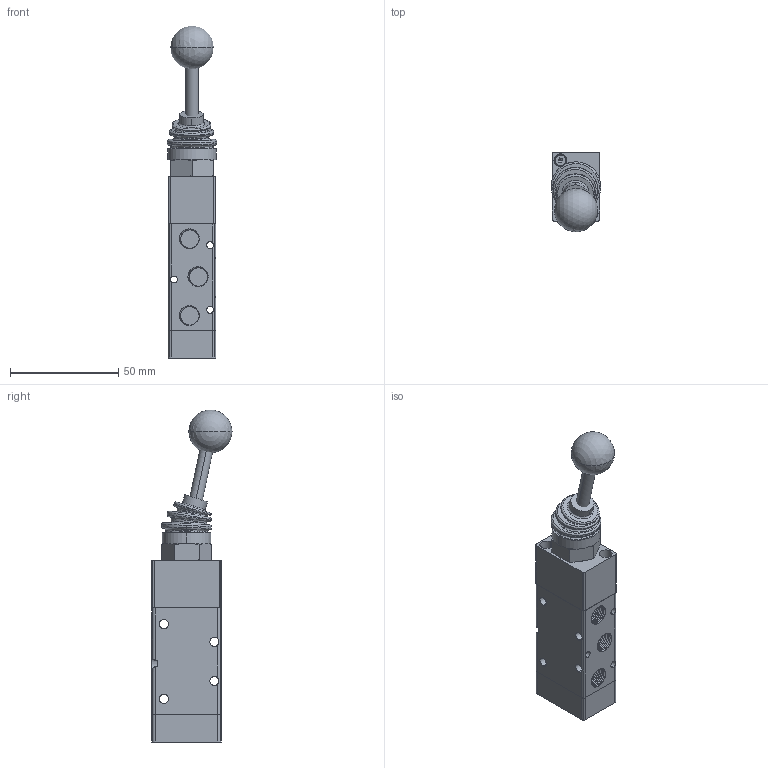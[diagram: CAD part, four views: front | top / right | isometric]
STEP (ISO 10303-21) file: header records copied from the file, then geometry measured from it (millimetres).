
FILE_DESCRIPTION((''),'2;1');
FILE_NAME('00_051_4.stp','2002-12-07T20:00:03',('Branislav Petkovic'),('AZ Pneumatica'),'AutoCAD STEP 2000i','AutoCAD 2000i','Via J. F. Kennedy, 26, 20020 Misinto (MI), ITALY');
FILE_SCHEMA(('CONFIG_CONTROL_DESIGN'));
Length unit declared in the file: millimetre
Products named in the file (12): 00_051_4; 521 TELO; PART1; X21 OPRUGA; ~PART2; PART2; POLUGA; GUMA KRIVA; ~~PART1; KUGLA; 521 LL90; PART1A
Assembly tree (9 placements, depth 3):
  00_051_4
    521 TELO
      PART1
    X21 OPRUGA
      ~PART2
    PART2
    POLUGA
    GUMA KRIVA
      ~~PART1
    KUGLA
  521 LL90
  PART1A
Bounding box: 23 x 37.02 x 153.57 mm (x, y, z)
Surface area: 23145 mm2 (no closed solid volume)
Topology: 0 solids, 6 shells, 325 faces, 904 edges, 602 vertices
Faces by surface type: cylinder 188, plane 85, bspline 32, cone 12, torus 6, sphere 2
Entity records: 26449 total; most frequent: CARTESIAN_POINT 18240, ORIENTED_EDGE 1798, DIRECTION 1498, EDGE_CURVE 899, VERTEX_POINT 601, AXIS2_PLACEMENT_3D 592, EDGE_LOOP 358, FACE_OUTER_BOUND 325
